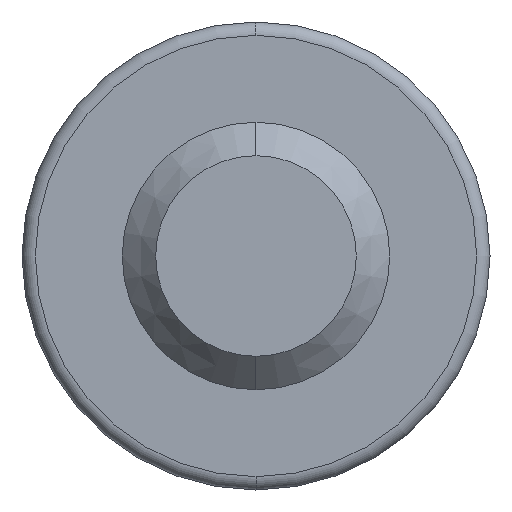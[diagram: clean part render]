
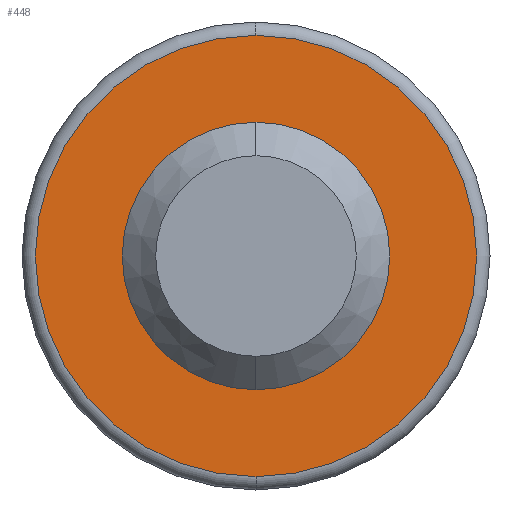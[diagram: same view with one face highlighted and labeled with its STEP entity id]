
A CAD part, left-side view. The second image highlights one B-rep face of the part: STEP entity #448.
In plain terms, the highlighted planar face has unit normal (-1, 0, 0).
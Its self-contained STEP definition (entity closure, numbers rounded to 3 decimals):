
#19 = ORIENTED_EDGE ( 'NONE', *, *, #1079, .T. ) ;
#46 = EDGE_LOOP ( 'NONE', ( #19, #1237 ) ) ;
#109 = CARTESIAN_POINT ( 'NONE',  ( 14., 0., 0. ) ) ;
#186 = FACE_BOUND ( 'NONE', #1903, .T. ) ;
#214 = AXIS2_PLACEMENT_3D ( 'NONE', #109, #280, #1480 ) ;
#280 = DIRECTION ( 'NONE',  ( -1., 0., 0. ) ) ;
#342 = AXIS2_PLACEMENT_3D ( 'NONE', #2016, #2171, #1137 ) ;
#444 = VERTEX_POINT ( 'NONE', #1673 ) ;
#448 = ADVANCED_FACE ( 'NONE', ( #760, #186 ), #2047, .F. ) ;
#506 = CIRCLE ( 'NONE', #1848, 3.3 ) ;
#616 = CARTESIAN_POINT ( 'NONE',  ( 14., 0., 0. ) ) ;
#706 = VERTEX_POINT ( 'NONE', #1857 ) ;
#757 = EDGE_CURVE ( 'NONE', #1268, #444, #1548, .T. ) ;
#760 = FACE_OUTER_BOUND ( 'NONE', #46, .T. ) ;
#777 = AXIS2_PLACEMENT_3D ( 'NONE', #616, #931, #1818 ) ;
#826 = CARTESIAN_POINT ( 'NONE',  ( 14., 0., 0. ) ) ;
#931 = DIRECTION ( 'NONE',  ( -1., 0., 0. ) ) ;
#1012 = DIRECTION ( 'NONE',  ( -1., 0., 0. ) ) ;
#1079 = EDGE_CURVE ( 'NONE', #706, #1507, #1883, .T. ) ;
#1137 = DIRECTION ( 'NONE',  ( 0., 0., 1. ) ) ;
#1173 = EDGE_CURVE ( 'NONE', #444, #1268, #2045, .T. ) ;
#1182 = CARTESIAN_POINT ( 'NONE',  ( 14., 2., 0. ) ) ;
#1237 = ORIENTED_EDGE ( 'NONE', *, *, #1730, .T. ) ;
#1268 = VERTEX_POINT ( 'NONE', #1710 ) ;
#1353 = DIRECTION ( 'NONE',  ( 0., 0., -1. ) ) ;
#1361 = DIRECTION ( 'NONE',  ( 0., 0., -1. ) ) ;
#1480 = DIRECTION ( 'NONE',  ( 0., 0., 1. ) ) ;
#1507 = VERTEX_POINT ( 'NONE', #2039 ) ;
#1548 = CIRCLE ( 'NONE', #342, 2. ) ;
#1673 = CARTESIAN_POINT ( 'NONE',  ( 14., 0., 2. ) ) ;
#1710 = CARTESIAN_POINT ( 'NONE',  ( 14., 0., -2. ) ) ;
#1730 = EDGE_CURVE ( 'NONE', #1507, #706, #506, .T. ) ;
#1798 = ORIENTED_EDGE ( 'NONE', *, *, #1173, .F. ) ;
#1818 = DIRECTION ( 'NONE',  ( 0., 0., -1. ) ) ;
#1848 = AXIS2_PLACEMENT_3D ( 'NONE', #826, #1012, #1361 ) ;
#1857 = CARTESIAN_POINT ( 'NONE',  ( 14., 0., -3.3 ) ) ;
#1881 = DIRECTION ( 'NONE',  ( 1., 0., 0. ) ) ;
#1883 = CIRCLE ( 'NONE', #777, 3.3 ) ;
#1903 = EDGE_LOOP ( 'NONE', ( #1798, #2002 ) ) ;
#2002 = ORIENTED_EDGE ( 'NONE', *, *, #757, .F. ) ;
#2016 = CARTESIAN_POINT ( 'NONE',  ( 14., 0., 0. ) ) ;
#2039 = CARTESIAN_POINT ( 'NONE',  ( 14., 0., 3.3 ) ) ;
#2045 = CIRCLE ( 'NONE', #214, 2. ) ;
#2047 = PLANE ( 'NONE',  #2144 ) ;
#2144 = AXIS2_PLACEMENT_3D ( 'NONE', #1182, #1881, #1353 ) ;
#2171 = DIRECTION ( 'NONE',  ( -1., 0., 0. ) ) ;
